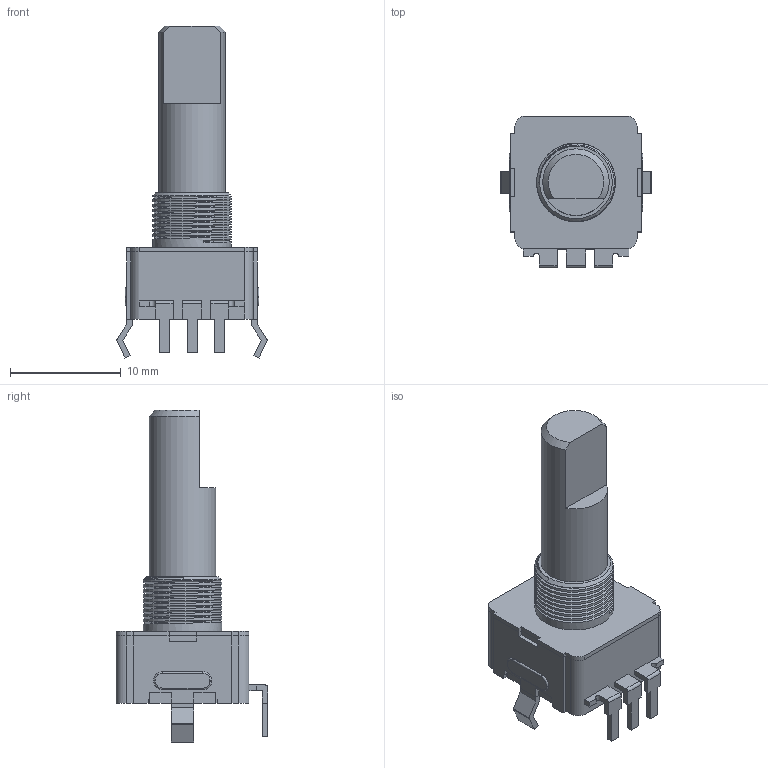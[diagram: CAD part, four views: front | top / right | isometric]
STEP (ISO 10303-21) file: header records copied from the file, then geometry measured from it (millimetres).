
FILE_DESCRIPTION(('CAx-IF Rec.Pracs.---Model Styling and Organization---1.5---2016-08-15','CAx-IF Rec.Pracs.---Geometric and Assembly Validation Properties---4.4---2016-08-17','CAx-IF Rec.Pracs.---User Defined Attributes---1.5---2016-08-15','CAx-IF Rec.Pracs.---External References---2.1---2005-01-19'),'2;1');
FILE_NAME('12884500.step','2023-08-30T21:30:49',('Unspecified'),('Unspecified'),'CAD Exchanger 3.10.2 (cadexchanger.com)','Unspecified','');
FILE_SCHEMA(('AUTOMOTIVE_DESIGN { 1 0 10303 214 1 1 1 1 }'));
Length unit declared in the file: millimetre
Products named in the file (1): PEC11H-4025F-S0016
Bounding box: 13.57 x 13.71 x 29.98 mm (x, y, z)
Volume: 1492.2 mm3; surface area: 1130 mm2
Topology: 1 solids, 1 shells, 200 faces, 528 edges, 335 vertices
Faces by surface type: plane 145, cylinder 42, torus 8, cone 3, bspline 2
Full cylindrical faces by diameter (mm): 6 x1, 7.117 x9
Entity records: 8680 total; most frequent: CARTESIAN_POINT 2229, ORIENTED_EDGE 1056, DIRECTION 941, EDGE_CURVE 528, LINE 409, VECTOR 409, VERTEX_POINT 335, AXIS2_PLACEMENT_3D 266
